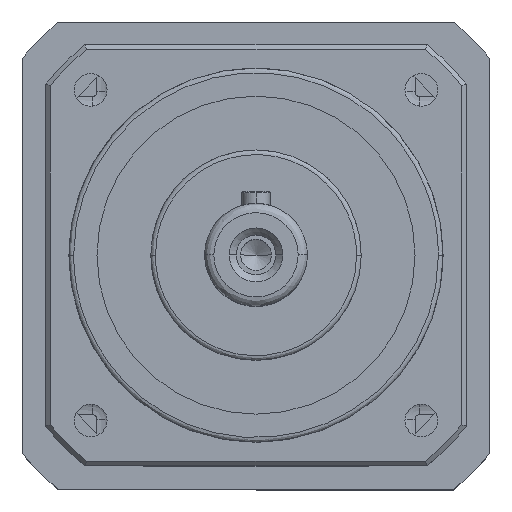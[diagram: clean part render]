
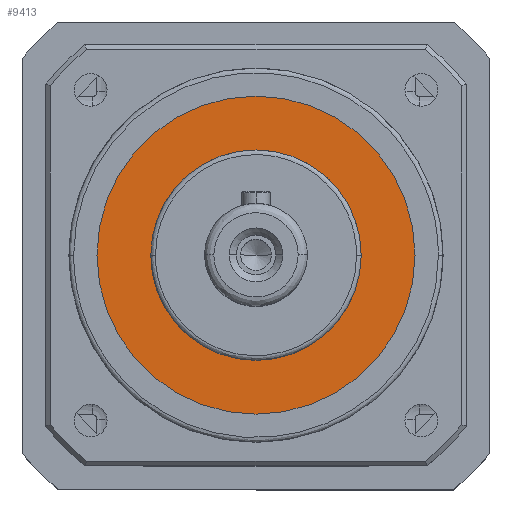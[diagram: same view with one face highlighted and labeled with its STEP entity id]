
A CAD part, top view. The second image highlights one B-rep face of the part: STEP entity #9413.
In plain terms, the highlighted planar face has unit normal (0, 0, 1).
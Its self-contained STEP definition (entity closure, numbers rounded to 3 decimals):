
#436 = CARTESIAN_POINT ( 'NONE',  ( 0., 0., 109.49 ) ) ;
#1114 = ORIENTED_EDGE ( 'NONE', *, *, #15437, .T. ) ;
#1815 = ORIENTED_EDGE ( 'NONE', *, *, #4644, .T. ) ;
#1938 = DIRECTION ( 'NONE',  ( 1., 0., 0. ) ) ;
#2266 = ORIENTED_EDGE ( 'NONE', *, *, #4542, .T. ) ;
#2733 = FACE_OUTER_BOUND ( 'NONE', #5402, .T. ) ;
#2965 = CIRCLE ( 'NONE', #13686, 34. ) ;
#3812 = EDGE_LOOP ( 'NONE', ( #2266, #4522 ) ) ;
#4070 = AXIS2_PLACEMENT_3D ( 'NONE', #5243, #15007, #6671 ) ;
#4522 = ORIENTED_EDGE ( 'NONE', *, *, #4612, .T. ) ;
#4542 = EDGE_CURVE ( 'NONE', #4925, #14240, #16799, .T. ) ;
#4612 = EDGE_CURVE ( 'NONE', #14240, #4925, #15400, .T. ) ;
#4644 = EDGE_CURVE ( 'NONE', #15119, #13023, #2965, .T. ) ;
#4925 = VERTEX_POINT ( 'NONE', #6928 ) ;
#5243 = CARTESIAN_POINT ( 'NONE',  ( 0., 0., 109.49 ) ) ;
#5402 = EDGE_LOOP ( 'NONE', ( #1114, #1815 ) ) ;
#6671 = DIRECTION ( 'NONE',  ( -1., 0., 0. ) ) ;
#6928 = CARTESIAN_POINT ( 'NONE',  ( -22.5, 0., 109.49 ) ) ;
#9413 = ADVANCED_FACE ( 'NONE', ( #2733, #13462 ), #10316, .T. ) ;
#10139 = DIRECTION ( 'NONE',  ( -1., 0., 0. ) ) ;
#10212 = DIRECTION ( 'NONE',  ( 0., 0., 1. ) ) ;
#10243 = CARTESIAN_POINT ( 'NONE',  ( 0., 0., 109.49 ) ) ;
#10316 = PLANE ( 'NONE',  #17425 ) ;
#10380 = DIRECTION ( 'NONE',  ( 0., 0., 1. ) ) ;
#11328 = DIRECTION ( 'NONE',  ( -1., 0., 0. ) ) ;
#11371 = DIRECTION ( 'NONE',  ( 0., 0., -1. ) ) ;
#11422 = CARTESIAN_POINT ( 'NONE',  ( 0., 0., 109.49 ) ) ;
#11627 = CARTESIAN_POINT ( 'NONE',  ( 22.5, 0., 109.49 ) ) ;
#12901 = DIRECTION ( 'NONE',  ( -1., 0., 0. ) ) ;
#12928 = DIRECTION ( 'NONE',  ( 0., 0., -1. ) ) ;
#12941 = CARTESIAN_POINT ( 'NONE',  ( 0., 0., 109.49 ) ) ;
#13023 = VERTEX_POINT ( 'NONE', #13586 ) ;
#13462 = FACE_BOUND ( 'NONE', #3812, .T. ) ;
#13586 = CARTESIAN_POINT ( 'NONE',  ( -34., 0., 109.49 ) ) ;
#13686 = AXIS2_PLACEMENT_3D ( 'NONE', #10243, #10212, #10139 ) ;
#14197 = AXIS2_PLACEMENT_3D ( 'NONE', #11422, #11371, #11328 ) ;
#14240 = VERTEX_POINT ( 'NONE', #11627 ) ;
#14502 = AXIS2_PLACEMENT_3D ( 'NONE', #12941, #12928, #12901 ) ;
#15007 = DIRECTION ( 'NONE',  ( 0., 0., 1. ) ) ;
#15119 = VERTEX_POINT ( 'NONE', #15680 ) ;
#15171 = CIRCLE ( 'NONE', #4070, 34. ) ;
#15400 = CIRCLE ( 'NONE', #14197, 22.5 ) ;
#15437 = EDGE_CURVE ( 'NONE', #13023, #15119, #15171, .T. ) ;
#15680 = CARTESIAN_POINT ( 'NONE',  ( 34., 0., 109.49 ) ) ;
#16799 = CIRCLE ( 'NONE', #14502, 22.5 ) ;
#17425 = AXIS2_PLACEMENT_3D ( 'NONE', #436, #10380, #1938 ) ;
